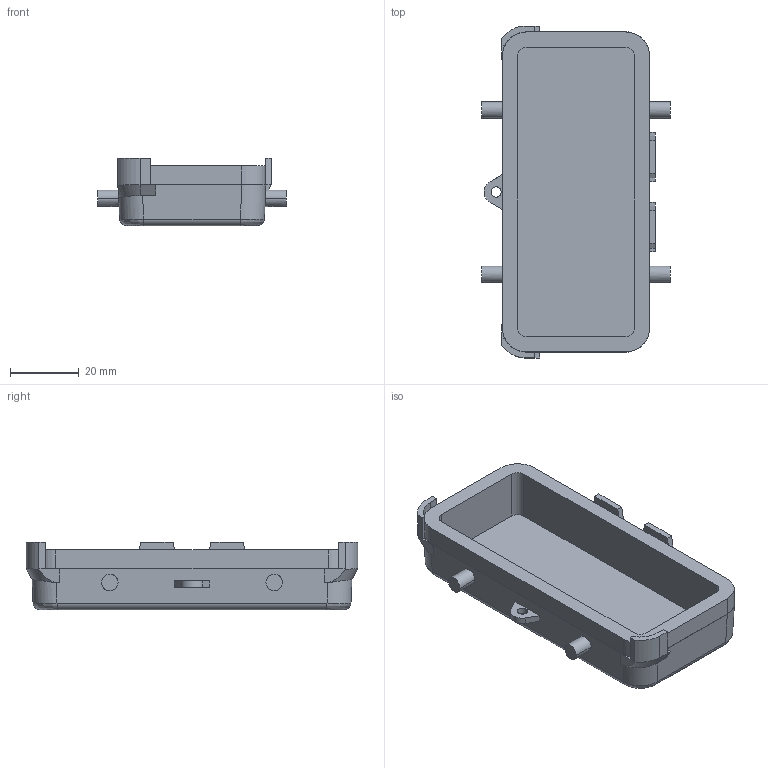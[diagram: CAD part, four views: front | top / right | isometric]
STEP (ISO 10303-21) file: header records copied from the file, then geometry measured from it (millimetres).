
FILE_DESCRIPTION(('Creo Elements/Direct Modeling STEP Export'),'2;1');
FILE_NAME('0ln7tug3to49f14908','2015-11-16T 8:37:56',(''),(''),'PTC Creo Elements/Direct Modeling STEP processor for AP214 (Solid Model)','PTC Creo Elements/Direct Modeling 19.0B 21-Mar-2015 (C) Parametric Technology GmbH','');
FILE_SCHEMA(('AUTOMOTIVE_DESIGN { 1 0 10303 214 1 1 1 1 }'));
Length unit declared in the file: millimetre
Products named in the file (2): CHC_16_C
Assembly tree (1 placements, depth 2):
  CHC_16_C
    CHC_16_C
Bounding box: 55 x 96.9 x 19.7 mm (x, y, z)
Volume: 26887.7 mm3; surface area: 17068.3 mm2
Topology: 1 solids, 1 shells, 148 faces, 383 edges, 250 vertices
Faces by surface type: plane 97, cylinder 45, bspline 6
Entity records: 4895 total; most frequent: CARTESIAN_POINT 1234, ORIENTED_EDGE 766, DIRECTION 719, EDGE_CURVE 383, VECTOR 277, LINE 277, VERTEX_POINT 250, AXIS2_PLACEMENT_3D 221
